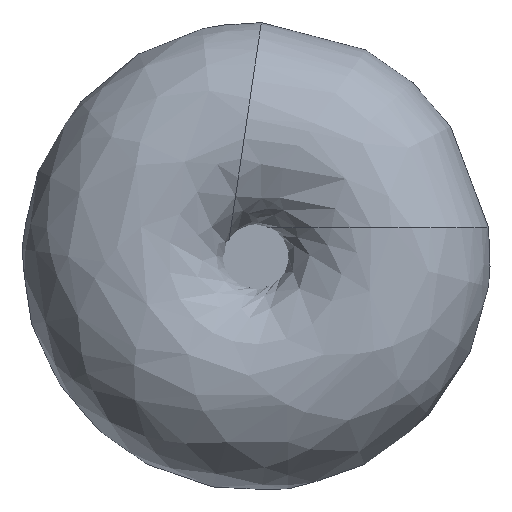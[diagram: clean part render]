
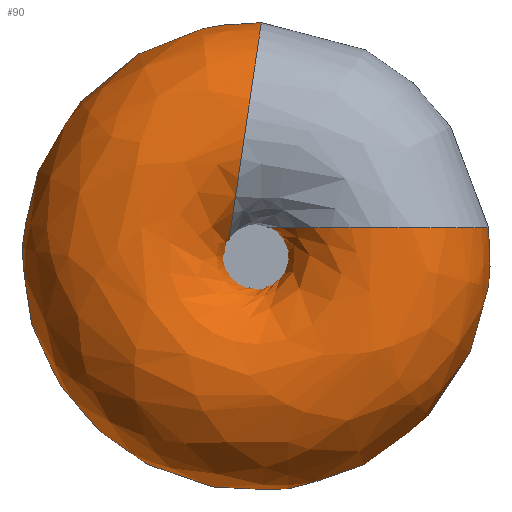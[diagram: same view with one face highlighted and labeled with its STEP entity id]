
A CAD part, left-side view. The second image highlights one B-rep face of the part: STEP entity #90.
In plain terms, the highlighted free-form (B-spline) face has degree [3, 3] with [7, 7] control points.
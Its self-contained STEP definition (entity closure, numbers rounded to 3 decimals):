
#32=(
BOUNDED_SURFACE()
B_SPLINE_SURFACE(3,3,((#478,#479,#480,#481,#482,#483,#484),(#485,#486,#487,
#488,#489,#490,#491),(#492,#493,#494,#495,#496,#497,#498),(#499,#500,#501,
#502,#503,#504,#505),(#506,#507,#508,#509,#510,#511,#512),(#513,#514,#515,
#516,#517,#518,#519),(#520,#521,#522,#523,#524,#525,#526)),
 .UNSPECIFIED.,.T.,.F.,.F.)
B_SPLINE_SURFACE_WITH_KNOTS((1,3,3,3,1),(4,3,4),(-0.5,0.,0.5,1.,1.5),(0.,
0.5,1.),.UNSPECIFIED.)
GEOMETRIC_REPRESENTATION_ITEM()
RATIONAL_B_SPLINE_SURFACE(((1.,0.566,0.566,1.,0.566,
0.566,1.),(0.333,0.189,0.189,
0.333,0.189,0.189,0.333),
(0.333,0.189,0.189,0.333,
0.189,0.189,0.333),(1.,0.566,
0.566,1.,0.566,0.566,1.),(0.333,
0.189,0.189,0.333,0.189,
0.189,0.333),(0.333,0.189,
0.189,0.333,0.189,0.189,
0.333),(1.,0.566,0.566,1.,0.566,
0.566,1.)))
REPRESENTATION_ITEM('')
SURFACE()
);
#90=ADVANCED_FACE('',(#124,#125),#32,.F.);
#124=FACE_BOUND('',#160,.T.);
#125=FACE_BOUND('',#161,.T.);
#160=EDGE_LOOP('',(#196));
#161=EDGE_LOOP('',(#197));
#196=ORIENTED_EDGE('',*,*,#234,.T.);
#197=ORIENTED_EDGE('',*,*,#235,.T.);
#216=VERTEX_POINT('',#475);
#217=VERTEX_POINT('',#477);
#234=EDGE_CURVE('',#216,#216,#252,.T.);
#235=EDGE_CURVE('',#217,#217,#253,.T.);
#252=CIRCLE('',#287,4.);
#253=CIRCLE('',#288,4.);
#287=AXIS2_PLACEMENT_3D('',#474,#356,#357);
#288=AXIS2_PLACEMENT_3D('',#476,#358,#359);
#356=DIRECTION('',(0.,0.989,0.147));
#357=DIRECTION('',(1.,0.,0.));
#358=DIRECTION('',(0.,0.,-1.));
#359=DIRECTION('',(1.,0.,0.));
#474=CARTESIAN_POINT('',(4.,0.41,4.041));
#475=CARTESIAN_POINT('',(8.,0.41,4.041));
#476=CARTESIAN_POINT('',(4.,-3.937,1.));
#477=CARTESIAN_POINT('',(8.,-3.937,1.));
#478=CARTESIAN_POINT('',(8.,-3.937,1.));
#479=CARTESIAN_POINT('',(8.,-5.042,-3.35));
#480=CARTESIAN_POINT('',(8.,-1.349,-5.901));
#481=CARTESIAN_POINT('',(8.,2.329,-3.328));
#482=CARTESIAN_POINT('',(8.,6.006,-0.755));
#483=CARTESIAN_POINT('',(8.,4.876,3.588));
#484=CARTESIAN_POINT('',(8.,0.41,4.041));
#485=CARTESIAN_POINT('',(8.,4.063,1.));
#486=CARTESIAN_POINT('',(8.,2.958,5.489));
#487=CARTESIAN_POINT('',(8.,-1.635,6.017));
#488=CARTESIAN_POINT('',(8.,-3.73,1.896));
#489=CARTESIAN_POINT('',(8.,-5.825,-2.225));
#490=CARTESIAN_POINT('',(8.,-2.691,-5.625));
#491=CARTESIAN_POINT('',(8.,1.587,-3.872));
#492=CARTESIAN_POINT('',(0.,4.063,1.));
#493=CARTESIAN_POINT('',(0.,2.958,5.489));
#494=CARTESIAN_POINT('',(0.,-1.635,6.017));
#495=CARTESIAN_POINT('',(0.,-3.73,1.896));
#496=CARTESIAN_POINT('',(0.,-5.825,-2.225));
#497=CARTESIAN_POINT('',(0.,-2.691,-5.625));
#498=CARTESIAN_POINT('',(0.,1.587,-3.872));
#499=CARTESIAN_POINT('',(0.,-3.937,1.));
#500=CARTESIAN_POINT('',(0.,-5.042,-3.35));
#501=CARTESIAN_POINT('',(0.,-1.349,-5.901));
#502=CARTESIAN_POINT('',(0.,2.329,-3.328));
#503=CARTESIAN_POINT('',(0.,6.006,-0.755));
#504=CARTESIAN_POINT('',(0.,4.876,3.588));
#505=CARTESIAN_POINT('',(0.,0.41,4.041));
#506=CARTESIAN_POINT('',(0.,-11.937,1.));
#507=CARTESIAN_POINT('',(0.,-13.042,-12.19));
#508=CARTESIAN_POINT('',(0.,-1.063,-17.82));
#509=CARTESIAN_POINT('',(0.,8.387,-8.553));
#510=CARTESIAN_POINT('',(0.,17.838,0.714));
#511=CARTESIAN_POINT('',(0.,12.443,12.801));
#512=CARTESIAN_POINT('',(0.,-0.766,11.954));
#513=CARTESIAN_POINT('',(8.,-11.937,1.));
#514=CARTESIAN_POINT('',(8.,-13.042,-12.19));
#515=CARTESIAN_POINT('',(8.,-1.063,-17.82));
#516=CARTESIAN_POINT('',(8.,8.387,-8.553));
#517=CARTESIAN_POINT('',(8.,17.838,0.714));
#518=CARTESIAN_POINT('',(8.,12.443,12.801));
#519=CARTESIAN_POINT('',(8.,-0.766,11.954));
#520=CARTESIAN_POINT('',(8.,-3.937,1.));
#521=CARTESIAN_POINT('',(8.,-5.042,-3.35));
#522=CARTESIAN_POINT('',(8.,-1.349,-5.901));
#523=CARTESIAN_POINT('',(8.,2.329,-3.328));
#524=CARTESIAN_POINT('',(8.,6.006,-0.755));
#525=CARTESIAN_POINT('',(8.,4.876,3.588));
#526=CARTESIAN_POINT('',(8.,0.41,4.041));
